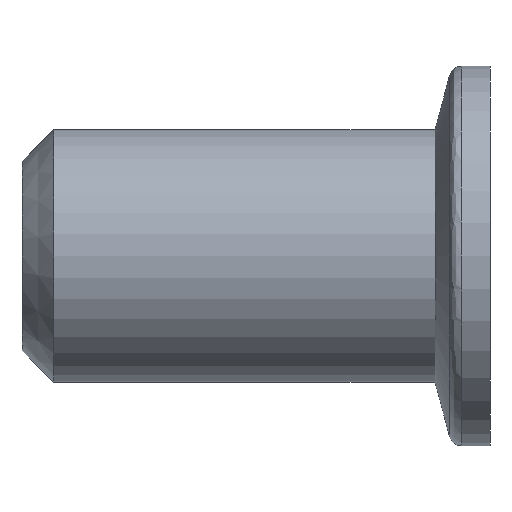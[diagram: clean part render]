
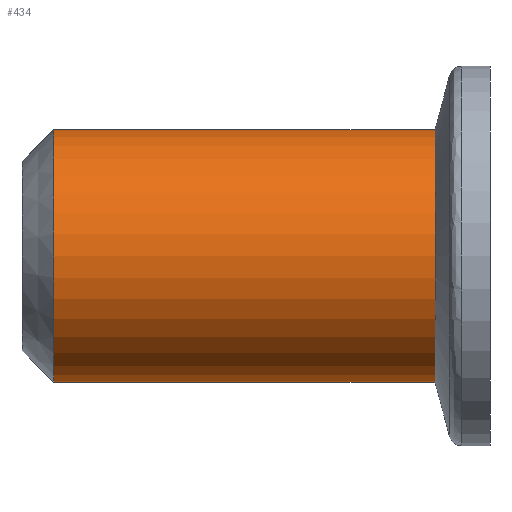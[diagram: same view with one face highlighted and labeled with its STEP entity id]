
A CAD part, front view. The second image highlights one B-rep face of the part: STEP entity #434.
In plain terms, the highlighted cylindrical face has radius 10 mm (diameter 20 mm), a partial arc.
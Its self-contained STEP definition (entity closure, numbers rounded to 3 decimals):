
#2 = CARTESIAN_POINT ( 'NONE',  ( -0.84, 0., 0. ) ) ;
#23 = EDGE_CURVE ( 'NONE', #1066, #1116, #922, .T. ) ;
#98 = CARTESIAN_POINT ( 'NONE',  ( -17.17, 0., 10. ) ) ;
#110 = DIRECTION ( 'NONE',  ( 0., 0., -1. ) ) ;
#198 = ORIENTED_EDGE ( 'NONE', *, *, #389, .T. ) ;
#200 = ORIENTED_EDGE ( 'NONE', *, *, #364, .T. ) ;
#208 = DIRECTION ( 'NONE',  ( 1., 0., 0. ) ) ;
#211 = DIRECTION ( 'NONE',  ( 0., 0., -1. ) ) ;
#250 = CARTESIAN_POINT ( 'NONE',  ( -31., 0., 10. ) ) ;
#313 = CIRCLE ( 'NONE', #775, 10. ) ;
#362 = CARTESIAN_POINT ( 'NONE',  ( -0.84, 0., 10. ) ) ;
#364 = EDGE_CURVE ( 'NONE', #1066, #1321, #313, .T. ) ;
#389 = EDGE_CURVE ( 'NONE', #715, #1116, #1303, .T. ) ;
#402 = EDGE_CURVE ( 'NONE', #1321, #715, #519, .T. ) ;
#434 = ADVANCED_FACE ( 'NONE', ( #497 ), #960, .T. ) ;
#497 = FACE_OUTER_BOUND ( 'NONE', #1132, .T. ) ;
#519 = LINE ( 'NONE', #1130, #763 ) ;
#527 = DIRECTION ( 'NONE',  ( 1., 0., 0. ) ) ;
#600 = ORIENTED_EDGE ( 'NONE', *, *, #23, .F. ) ;
#620 = CARTESIAN_POINT ( 'NONE',  ( -31., 0., 0. ) ) ;
#715 = VERTEX_POINT ( 'NONE', #1262 ) ;
#724 = DIRECTION ( 'NONE',  ( 0., 0., -1. ) ) ;
#726 = DIRECTION ( 'NONE',  ( -1., 0., 0. ) ) ;
#763 = VECTOR ( 'NONE', #208, 1000. ) ;
#775 = AXIS2_PLACEMENT_3D ( 'NONE', #620, #1329, #724 ) ;
#815 = DIRECTION ( 'NONE',  ( 1., 0., 0. ) ) ;
#922 = LINE ( 'NONE', #98, #1269 ) ;
#925 = CARTESIAN_POINT ( 'NONE',  ( -17.17, 0., 0. ) ) ;
#960 = CYLINDRICAL_SURFACE ( 'NONE', #1315, 10. ) ;
#973 = AXIS2_PLACEMENT_3D ( 'NONE', #2, #726, #110 ) ;
#1066 = VERTEX_POINT ( 'NONE', #250 ) ;
#1091 = ORIENTED_EDGE ( 'NONE', *, *, #402, .T. ) ;
#1116 = VERTEX_POINT ( 'NONE', #362 ) ;
#1130 = CARTESIAN_POINT ( 'NONE',  ( -17.17, 0., -10. ) ) ;
#1132 = EDGE_LOOP ( 'NONE', ( #600, #200, #1091, #198 ) ) ;
#1186 = CARTESIAN_POINT ( 'NONE',  ( -31., 0., -10. ) ) ;
#1262 = CARTESIAN_POINT ( 'NONE',  ( -0.84, 0., -10. ) ) ;
#1269 = VECTOR ( 'NONE', #815, 1000. ) ;
#1303 = CIRCLE ( 'NONE', #973, 10. ) ;
#1315 = AXIS2_PLACEMENT_3D ( 'NONE', #925, #527, #211 ) ;
#1321 = VERTEX_POINT ( 'NONE', #1186 ) ;
#1329 = DIRECTION ( 'NONE',  ( 1., 0., 0. ) ) ;
